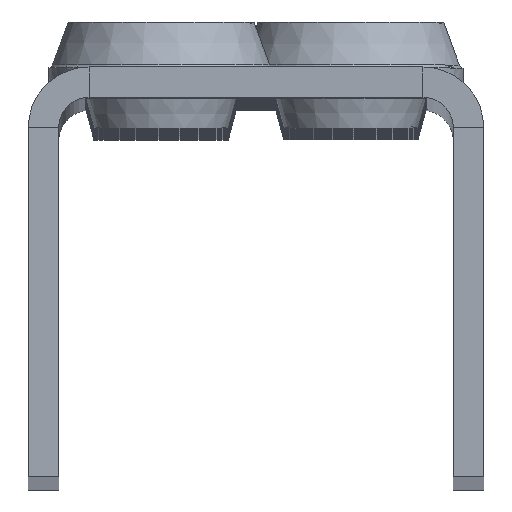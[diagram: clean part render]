
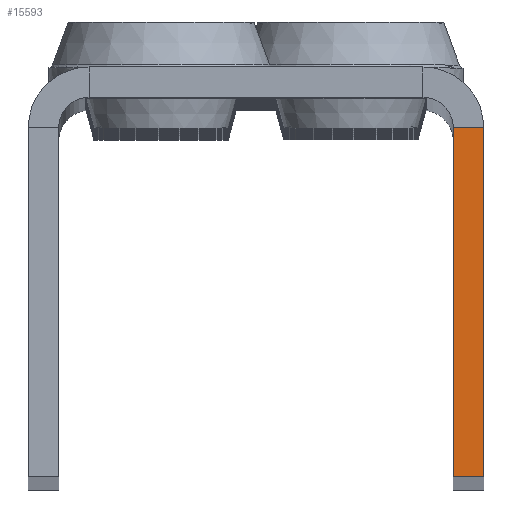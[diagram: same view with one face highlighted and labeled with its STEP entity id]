
A CAD part, top view. The second image highlights one B-rep face of the part: STEP entity #15593.
In plain terms, the highlighted planar face has unit normal (0, 0, 1).
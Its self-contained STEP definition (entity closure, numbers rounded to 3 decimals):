
#54 = DIRECTION ( 'NONE',  ( -1., 0., 0. ) ) ;
#212 = LINE ( 'NONE', #25790, #5337 ) ;
#622 = CARTESIAN_POINT ( 'NONE',  ( 15., 30., 500. ) ) ;
#789 = LINE ( 'NONE', #622, #33067 ) ;
#2703 = DIRECTION ( 'NONE',  ( -1., 0., 0. ) ) ;
#2710 = LINE ( 'NONE', #7781, #20874 ) ;
#3124 = DIRECTION ( 'NONE',  ( 0., -1., 0. ) ) ;
#3729 = EDGE_CURVE ( 'NONE', #25213, #16500, #28337, .T. ) ;
#4149 = CARTESIAN_POINT ( 'NONE',  ( 13., 26., 500. ) ) ;
#4198 = CARTESIAN_POINT ( 'NONE',  ( 11., 28., 500. ) ) ;
#4866 = DIRECTION ( 'NONE',  ( 1., 0., 0. ) ) ;
#5092 = CARTESIAN_POINT ( 'NONE',  ( 15., 26., 500. ) ) ;
#5266 = CARTESIAN_POINT ( 'NONE',  ( 15., 26., 500. ) ) ;
#5337 = VECTOR ( 'NONE', #2703, 1000. ) ;
#6099 = VERTEX_POINT ( 'NONE', #22102 ) ;
#7781 = CARTESIAN_POINT ( 'NONE',  ( 13., 30., 500. ) ) ;
#9447 = ORIENTED_EDGE ( 'NONE', *, *, #28721, .F. ) ;
#11315 = ORIENTED_EDGE ( 'NONE', *, *, #3729, .T. ) ;
#11518 = EDGE_CURVE ( 'NONE', #13235, #6099, #212, .T. ) ;
#12870 = AXIS2_PLACEMENT_3D ( 'NONE', #4198, #15058, #4866 ) ;
#13235 = VERTEX_POINT ( 'NONE', #23984 ) ;
#15058 = DIRECTION ( 'NONE',  ( 0., 0., 1. ) ) ;
#15593 = ADVANCED_FACE ( 'NONE', ( #17415 ), #27277, .T. ) ;
#16500 = VERTEX_POINT ( 'NONE', #4149 ) ;
#17415 = FACE_OUTER_BOUND ( 'NONE', #25691, .T. ) ;
#17984 = DIRECTION ( 'NONE',  ( 0., -1., 0. ) ) ;
#19712 = EDGE_CURVE ( 'NONE', #16500, #6099, #2710, .T. ) ;
#20874 = VECTOR ( 'NONE', #17984, 1000. ) ;
#21021 = ORIENTED_EDGE ( 'NONE', *, *, #11518, .F. ) ;
#22102 = CARTESIAN_POINT ( 'NONE',  ( 13., 3., 500. ) ) ;
#22587 = ORIENTED_EDGE ( 'NONE', *, *, #19712, .T. ) ;
#23984 = CARTESIAN_POINT ( 'NONE',  ( 15., 3., 500. ) ) ;
#24651 = VECTOR ( 'NONE', #54, 1000. ) ;
#25213 = VERTEX_POINT ( 'NONE', #5266 ) ;
#25691 = EDGE_LOOP ( 'NONE', ( #9447, #11315, #22587, #21021 ) ) ;
#25790 = CARTESIAN_POINT ( 'NONE',  ( 15., 3., 500. ) ) ;
#27277 = PLANE ( 'NONE',  #12870 ) ;
#28337 = LINE ( 'NONE', #5092, #24651 ) ;
#28721 = EDGE_CURVE ( 'NONE', #25213, #13235, #789, .T. ) ;
#33067 = VECTOR ( 'NONE', #3124, 1000. ) ;
